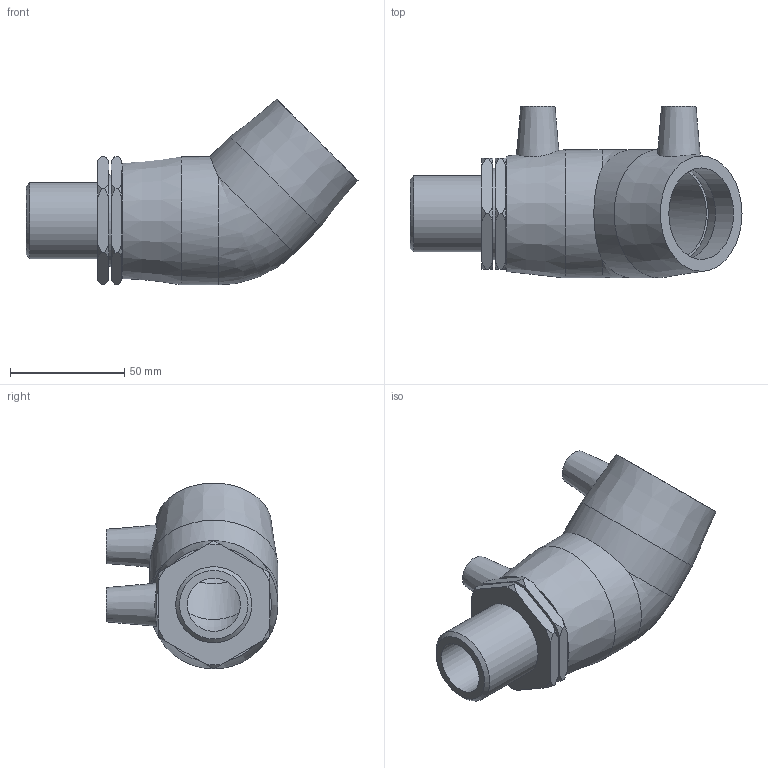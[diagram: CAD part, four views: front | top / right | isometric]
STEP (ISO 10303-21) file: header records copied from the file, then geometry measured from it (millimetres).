
FILE_DESCRIPTION(/* description */ ('PLASSON PE MALE TRANSITION 45° ELBOW 40-1"'),/* implementation_level */ '2;1');
FILE_NAME(/* name */ '497604040010.ipt.stp',/* time_stamp */ '2017-11-06T09:20:43+02:00',/* author */ ('KIM'),/* organization */ (''),/* preprocessor_version */ 'ST-DEVELOPER v15.6',/* originating_system */ 'Autodesk Inventor 2015',/* authorisation */ '');
FILE_SCHEMA (('AUTOMOTIVE_DESIGN { 1 0 10303 214 3 1 1 }'));
Length unit declared in the file: millimetre
Products named in the file (1): 497604040010
Bounding box: 145 x 75 x 81.1 mm (x, y, z)
Volume: 170850.2 mm3; surface area: 47061.6 mm2
Topology: 1 solids, 2 shells, 79 faces, 191 edges, 126 vertices
Faces by surface type: cone 31, plane 31, cylinder 15, bspline 1, torus 1
Full cylindrical faces by diameter (mm): 4 x2, 10 x2, 23.274 x1, 30 x1, 33.249 x1, 40 x5, 56 x2
Entity records: 2203 total; most frequent: CARTESIAN_POINT 594, DIRECTION 325, ORIENTED_EDGE 306, EDGE_CURVE 153, AXIS2_PLACEMENT_3D 144, EDGE_LOOP 119, VERTEX_POINT 114, FACE_OUTER_BOUND 79
